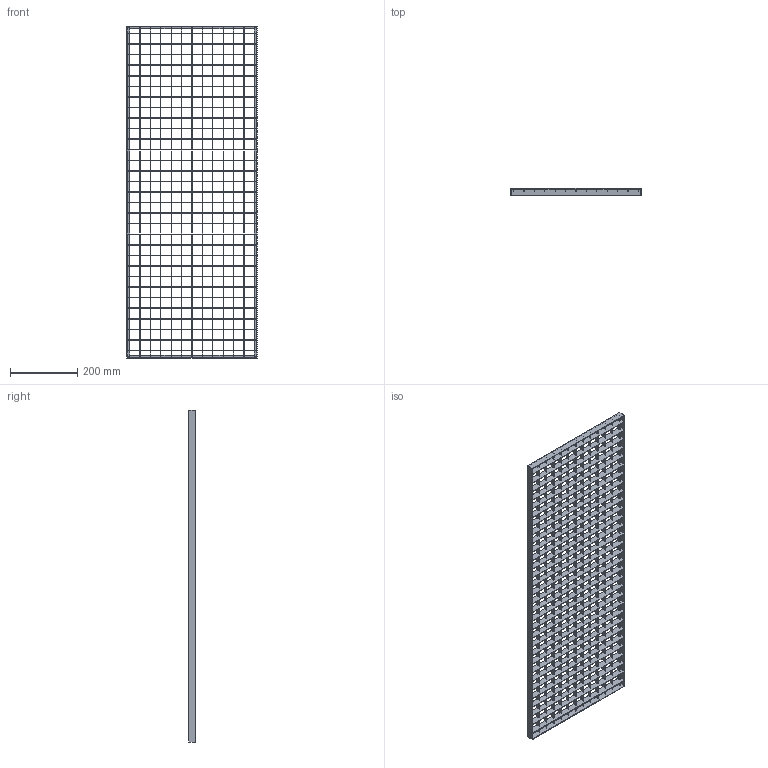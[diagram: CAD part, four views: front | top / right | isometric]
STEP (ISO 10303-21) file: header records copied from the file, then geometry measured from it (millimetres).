
FILE_DESCRIPTION (( 'STEP AP203' ), '1' );
FILE_NAME ('23-39993020-7.step', '2015-08-26T22:55:47', ( '' ), ( '' ), 'SwSTEP 2.0', 'SolidWorks 2015', '' );
FILE_SCHEMA (( 'CONFIG_CONTROL_DESIGN' ));
Length unit declared in the file: millimetre
Products named in the file (1): 23-39993020-7
Bounding box: 390 x 20 x 990 mm (x, y, z)
Volume: 622407 mm3; surface area: 923147 mm2
Topology: 1 solids, 1 shells, 1568 faces, 5936 edges, 3952 vertices
Faces by surface type: plane 1568
Entity records: 63046 total; most frequent: ORIENTED_EDGE 11872, CARTESIAN_POINT 11472, DIRECTION 9069, EDGE_CURVE 5936, VECTOR 5931, LINE 5931, VERTEX_POINT 3952, EDGE_LOOP 2046
